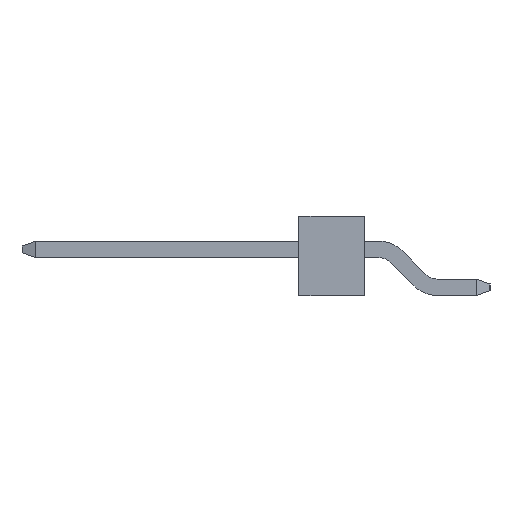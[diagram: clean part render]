
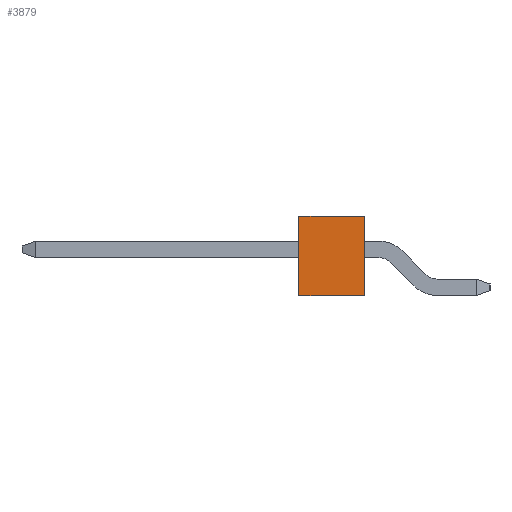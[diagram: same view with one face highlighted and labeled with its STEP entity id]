
A CAD part, left-side view. The second image highlights one B-rep face of the part: STEP entity #3879.
In plain terms, the highlighted face is planar.
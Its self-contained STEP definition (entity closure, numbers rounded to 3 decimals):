
#762 = VERTEX_POINT('',#763);
#763 = CARTESIAN_POINT('',(15.24,-1.524,-1.27));
#769 = EDGE_CURVE('',#770,#762,#772,.T.);
#770 = VERTEX_POINT('',#771);
#771 = CARTESIAN_POINT('',(15.24,-1.524,1.27));
#772 = LINE('',#773,#774);
#773 = CARTESIAN_POINT('',(15.24,-1.524,1.27));
#774 = VECTOR('',#775,1.);
#775 = DIRECTION('',(0.,0.,-1.));
#1339 = EDGE_CURVE('',#770,#1340,#1342,.T.);
#1340 = VERTEX_POINT('',#1341);
#1341 = CARTESIAN_POINT('',(15.24,1.524,1.27));
#1342 = LINE('',#1343,#1344);
#1343 = CARTESIAN_POINT('',(15.24,-1.524,1.27));
#1344 = VECTOR('',#1345,1.);
#1345 = DIRECTION('',(0.,1.,0.));
#2770 = VERTEX_POINT('',#2771);
#2771 = CARTESIAN_POINT('',(15.24,1.524,-1.27));
#2777 = EDGE_CURVE('',#762,#2770,#2778,.T.);
#2778 = LINE('',#2779,#2780);
#2779 = CARTESIAN_POINT('',(15.24,-1.524,-1.27));
#2780 = VECTOR('',#2781,1.);
#2781 = DIRECTION('',(0.,1.,0.));
#3040 = EDGE_CURVE('',#1340,#2770,#3041,.T.);
#3041 = LINE('',#3042,#3043);
#3042 = CARTESIAN_POINT('',(15.24,1.524,1.27));
#3043 = VECTOR('',#3044,1.);
#3044 = DIRECTION('',(0.,0.,-1.));
#3879 = ADVANCED_FACE('',(#3880),#3886,.F.);
#3880 = FACE_BOUND('',#3881,.T.);
#3881 = EDGE_LOOP('',(#3882,#3883,#3884,#3885));
#3882 = ORIENTED_EDGE('',*,*,#2777,.T.);
#3883 = ORIENTED_EDGE('',*,*,#3040,.F.);
#3884 = ORIENTED_EDGE('',*,*,#1339,.F.);
#3885 = ORIENTED_EDGE('',*,*,#769,.T.);
#3886 = PLANE('',#3887);
#3887 = AXIS2_PLACEMENT_3D('',#3888,#3889,#3890);
#3888 = CARTESIAN_POINT('',(15.24,-1.524,1.27));
#3889 = DIRECTION('',(-1.,0.,0.));
#3890 = DIRECTION('',(0.,0.,1.));
